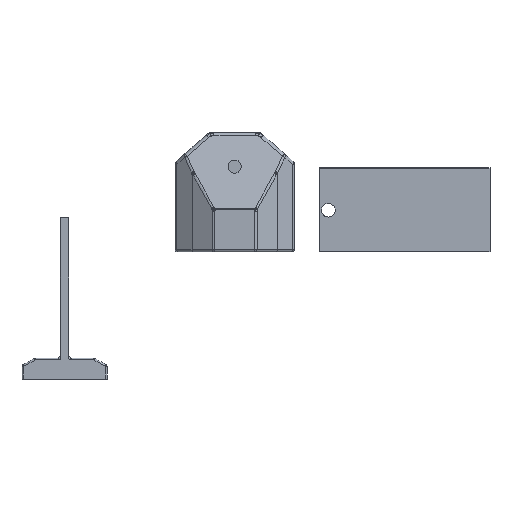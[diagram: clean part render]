
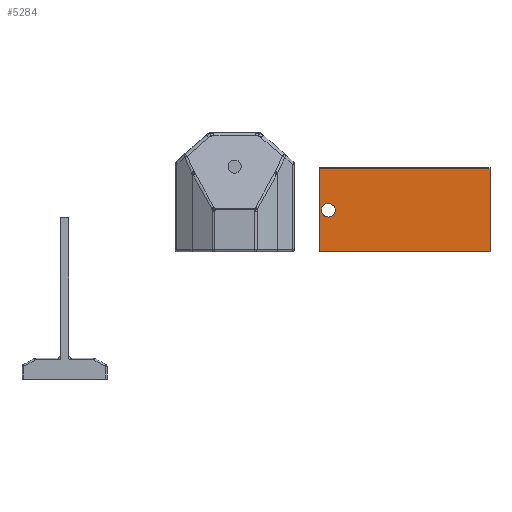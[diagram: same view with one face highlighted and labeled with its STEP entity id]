
A CAD part, front view. The second image highlights one B-rep face of the part: STEP entity #5284.
In plain terms, the highlighted planar face has unit normal (0, -1, 0).
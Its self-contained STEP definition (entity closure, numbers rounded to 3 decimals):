
#269=FACE_BOUND('',#724,.T.);
#283=PLANE('',#5665);
#380=FACE_OUTER_BOUND('',#723,.T.);
#723=EDGE_LOOP('',(#3513,#3514,#3515,#3516));
#724=EDGE_LOOP('',(#3517));
#1093=LINE('',#7879,#1438);
#1099=LINE('',#7898,#1444);
#1100=LINE('',#7907,#1445);
#1102=LINE('',#7910,#1447);
#1438=VECTOR('',#6288,10.);
#1444=VECTOR('',#6306,10.);
#1445=VECTOR('',#6315,10.);
#1447=VECTOR('',#6319,10.);
#1782=CIRCLE('',#5650,8.);
#2140=VERTEX_POINT('',#7867);
#2143=VERTEX_POINT('',#7875);
#2145=VERTEX_POINT('',#7878);
#2152=VERTEX_POINT('',#7896);
#2155=VERTEX_POINT('',#7904);
#2650=EDGE_CURVE('',#2140,#2140,#1782,.T.);
#2655=EDGE_CURVE('',#2143,#2145,#1093,.T.);
#2665=EDGE_CURVE('',#2152,#2143,#1099,.T.);
#2669=EDGE_CURVE('',#2152,#2155,#1100,.T.);
#2671=EDGE_CURVE('',#2155,#2145,#1102,.T.);
#3513=ORIENTED_EDGE('',*,*,#2669,.T.);
#3514=ORIENTED_EDGE('',*,*,#2671,.T.);
#3515=ORIENTED_EDGE('',*,*,#2655,.F.);
#3516=ORIENTED_EDGE('',*,*,#2665,.F.);
#3517=ORIENTED_EDGE('',*,*,#2650,.F.);
#5284=ADVANCED_FACE('',(#380,#269),#283,.F.);
#5650=AXIS2_PLACEMENT_3D('',#7868,#6277,#6278);
#5665=AXIS2_PLACEMENT_3D('',#7909,#6317,#6318);
#6277=DIRECTION('center_axis',(0.,-1.,0.));
#6278=DIRECTION('ref_axis',(-1.,0.,0.));
#6288=DIRECTION('',(-1.,0.,0.));
#6306=DIRECTION('',(0.,0.,-1.));
#6315=DIRECTION('',(-1.,0.,0.));
#6317=DIRECTION('center_axis',(0.,1.,0.));
#6318=DIRECTION('ref_axis',(0.,0.,-1.));
#6319=DIRECTION('',(0.,0.,-1.));
#7867=CARTESIAN_POINT('',(-182.,0.,-51.207));
#7868=CARTESIAN_POINT('Origin',(-190.,0.,-51.207));
#7875=CARTESIAN_POINT('',(0.,0.,-100.));
#7878=CARTESIAN_POINT('',(-200.,0.,-100.));
#7879=CARTESIAN_POINT('',(0.,0.,-100.));
#7896=CARTESIAN_POINT('',(0.,0.,-2.414));
#7898=CARTESIAN_POINT('',(0.,0.,0.));
#7904=CARTESIAN_POINT('',(-200.,0.,-2.414));
#7907=CARTESIAN_POINT('',(0.,0.,-2.414));
#7909=CARTESIAN_POINT('Origin',(0.,0.,0.));
#7910=CARTESIAN_POINT('',(-200.,0.,0.));
